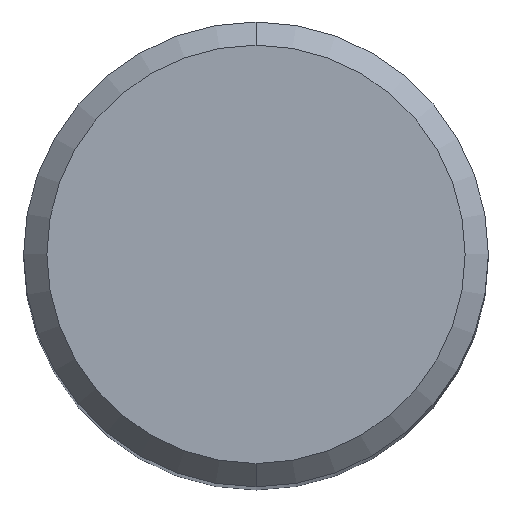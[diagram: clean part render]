
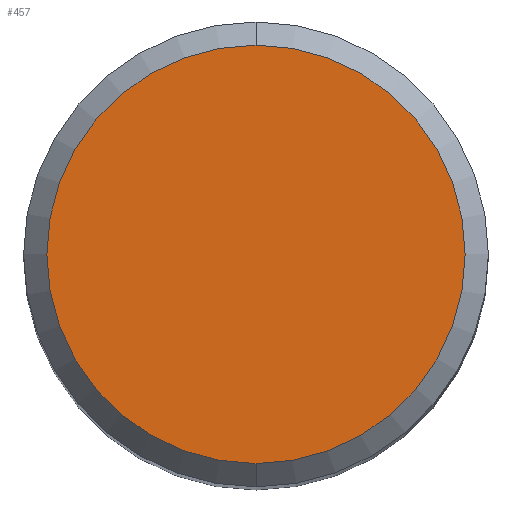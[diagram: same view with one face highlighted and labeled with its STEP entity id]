
A CAD part, top view. The second image highlights one B-rep face of the part: STEP entity #457.
In plain terms, the highlighted planar face has unit normal (0, 0, 1).
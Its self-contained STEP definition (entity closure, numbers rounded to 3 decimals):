
#241=EDGE_CURVE('',#385,#401,#556,.T.);
#275=EDGE_CURVE('',#401,#385,#593,.T.);
#385=VERTEX_POINT('',#714);
#401=VERTEX_POINT('',#731);
#457=ADVANCED_FACE('',(#793),#794,.T.);
#556=CIRCLE('',#949,7.2);
#593=CIRCLE('',#997,7.2);
#714=CARTESIAN_POINT('',(0.,-7.2,0.0));
#731=CARTESIAN_POINT('',(0.0,7.2,0.0));
#793=FACE_OUTER_BOUND('',#1471,.T.);
#794=PLANE('',#1472);
#949=AXIS2_PLACEMENT_3D('',#1609,#1610,#1611);
#997=AXIS2_PLACEMENT_3D('',#1647,#1648,#1649);
#1471=EDGE_LOOP('',(#1863,#1864));
#1472=AXIS2_PLACEMENT_3D('',#1865,#1866,#1867);
#1609=CARTESIAN_POINT('',(0.0,0.0,0.0));
#1610=DIRECTION('',(0.0,0.0,-1.0));
#1611=DIRECTION('',(0.0,1.0,0.0));
#1647=CARTESIAN_POINT('',(0.0,0.0,0.0));
#1648=DIRECTION('',(0.0,0.0,-1.0));
#1649=DIRECTION('',(0.0,1.0,0.0));
#1863=ORIENTED_EDGE('',*,*,#275,.F.);
#1864=ORIENTED_EDGE('',*,*,#241,.F.);
#1865=CARTESIAN_POINT('',(0.0,3.6,0.0));
#1866=DIRECTION('',(-0.0,0.0,1.0));
#1867=DIRECTION('',(0.0,-1.0,0.0));
